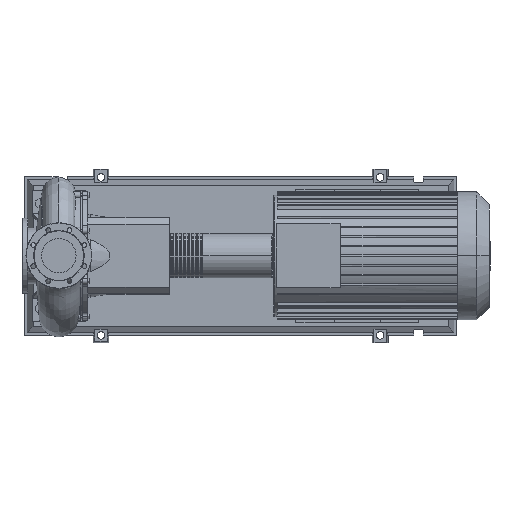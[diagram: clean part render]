
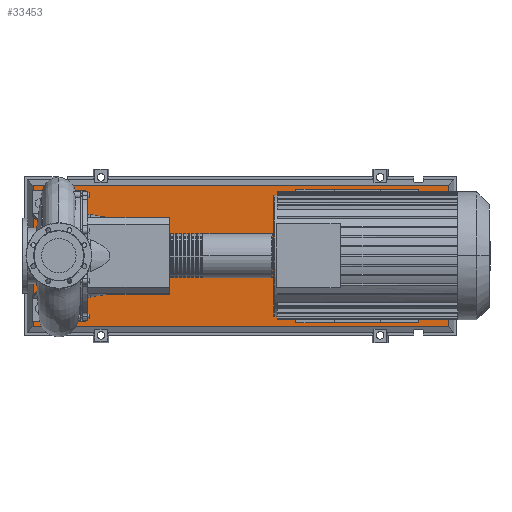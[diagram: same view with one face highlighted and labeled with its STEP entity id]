
A CAD part, top view. The second image highlights one B-rep face of the part: STEP entity #33453.
In plain terms, the highlighted planar face has unit normal (0, 0, 1).
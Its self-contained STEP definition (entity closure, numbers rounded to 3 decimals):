
#33134=CARTESIAN_POINT('',(1478.185,-268.185,123.0));
#33135=VERTEX_POINT('',#33134);
#33142=CARTESIAN_POINT('',(-98.185,-268.185,123.0));
#33143=VERTEX_POINT('',#33142);
#33144=CARTESIAN_POINT('',(1478.185,-268.185,123.0));
#33145=DIRECTION('',(-1.0,0.0,0.0));
#33146=VECTOR('',#33145,1576.37);
#33147=LINE('',#33144,#33146);
#33148=EDGE_CURVE('',#33135,#33143,#33147,.T.);
#33366=CARTESIAN_POINT('',(1478.185,268.185,123.0));
#33367=VERTEX_POINT('',#33366);
#33368=CARTESIAN_POINT('',(1478.185,268.185,123.0));
#33369=DIRECTION('',(0.0,-1.0,0.0));
#33370=VECTOR('',#33369,536.37);
#33371=LINE('',#33368,#33370);
#33372=EDGE_CURVE('',#33367,#33135,#33371,.T.);
#33390=CARTESIAN_POINT('',(-98.185,268.185,123.0));
#33391=VERTEX_POINT('',#33390);
#33392=CARTESIAN_POINT('',(-98.185,-268.185,123.0));
#33393=DIRECTION('',(0.0,1.0,0.0));
#33394=VECTOR('',#33393,536.37);
#33395=LINE('',#33392,#33394);
#33396=EDGE_CURVE('',#33143,#33391,#33395,.T.);
#33429=CARTESIAN_POINT('',(-98.185,268.185,123.0));
#33430=DIRECTION('',(1.0,0.0,0.0));
#33431=VECTOR('',#33430,1576.37);
#33432=LINE('',#33429,#33431);
#33433=EDGE_CURVE('',#33391,#33367,#33432,.T.);
#33442=CARTESIAN_POINT('',(690.,0.,123.0));
#33443=DIRECTION('',(0.0,0.0,1.0));
#33444=DIRECTION('',(1.0,0.0,0.0));
#33445=AXIS2_PLACEMENT_3D('',#33442,#33443,#33444);
#33446=PLANE('',#33445);
#33447=ORIENTED_EDGE('',*,*,#33372,.F.);
#33448=ORIENTED_EDGE('',*,*,#33433,.F.);
#33449=ORIENTED_EDGE('',*,*,#33396,.F.);
#33450=ORIENTED_EDGE('',*,*,#33148,.F.);
#33451=EDGE_LOOP('',(#33447,#33448,#33449,#33450));
#33452=FACE_OUTER_BOUND('',#33451,.T.);
#33453=ADVANCED_FACE('',(#33452),#33446,.T.);
